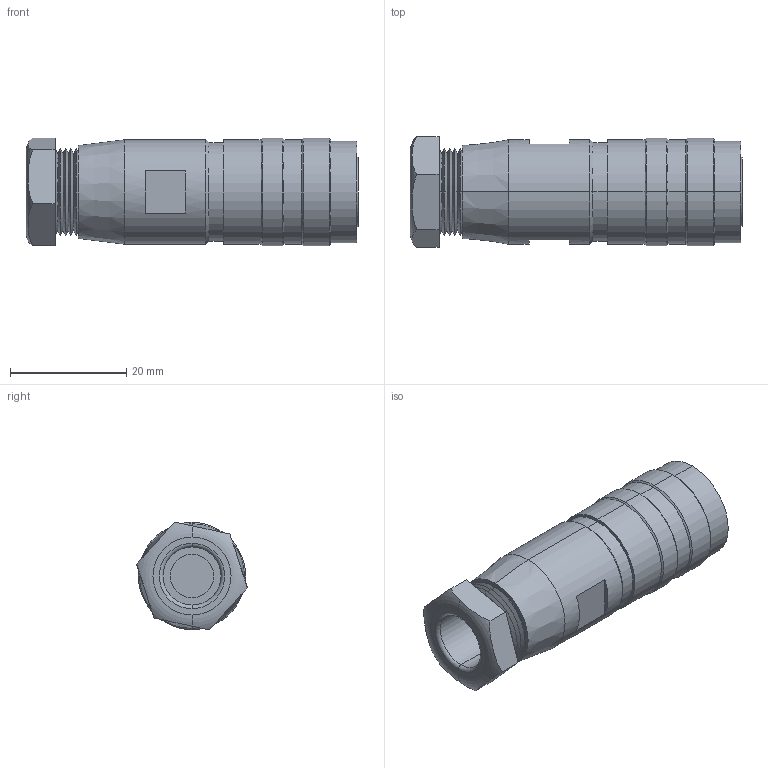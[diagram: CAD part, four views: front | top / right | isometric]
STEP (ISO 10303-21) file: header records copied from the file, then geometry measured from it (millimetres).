
FILE_DESCRIPTION (( 'STEP AP203' ), '1' );
FILE_NAME ('AISGF-2000.STEP', '2010-04-09T17:54:20', ( 'x' ), ( 'Microsoft' ), 'SwSTEP 2.0', 'SolidWorks 2010', '' );
FILE_SCHEMA (( 'CONFIG_CONTROL_DESIGN' ));
Length unit declared in the file: inch
Products named in the file (1): AISGF-2000
Bounding box: 57.2 x 19.07 x 18.55 mm (x, y, z)
Volume: 11930.2 mm3; surface area: 5761.6 mm2
Topology: 1 solids, 1 shells, 175 faces, 360 edges, 206 vertices
Faces by surface type: cone 94, cylinder 41, plane 36, torus 4
Entity records: 4711 total; most frequent: DIRECTION 886, CARTESIAN_POINT 830, ORIENTED_EDGE 720, EDGE_CURVE 360, AXIS2_PLACEMENT_3D 358, VERTEX_POINT 206, EDGE_LOOP 194, CIRCLE 182
